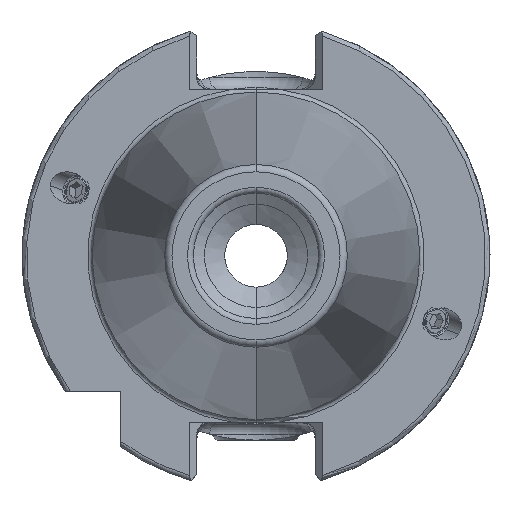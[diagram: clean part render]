
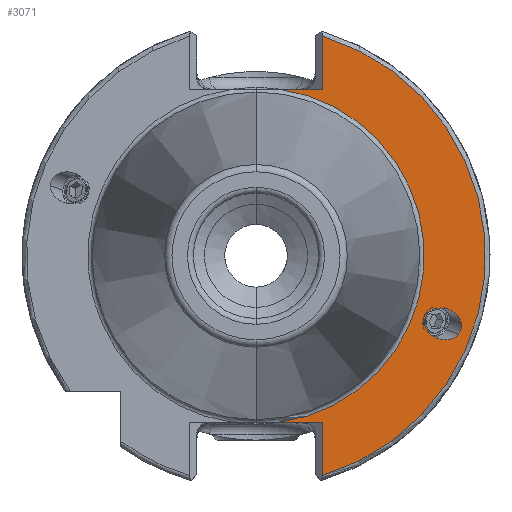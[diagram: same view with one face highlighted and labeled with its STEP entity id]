
A CAD part, left-side view. The second image highlights one B-rep face of the part: STEP entity #3071.
In plain terms, the highlighted planar face has unit normal (-1, 0, 0).
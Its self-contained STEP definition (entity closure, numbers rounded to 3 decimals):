
#288 = DIRECTION ( 'NONE',  ( 0., 0., -1. ) ) ;
#335 = VERTEX_POINT ( 'NONE', #6899 ) ;
#466 = CARTESIAN_POINT ( 'NONE',  ( 3.2, -27.475, -10.639 ) ) ;
#467 = CIRCLE ( 'NONE', #3416, 22.825 ) ;
#539 = FACE_BOUND ( 'NONE', #7302, .T. ) ;
#887 = CARTESIAN_POINT ( 'NONE',  ( 3.2, -9.05, 31.75 ) ) ;
#921 = EDGE_CURVE ( 'NONE', #9033, #3233, #8843, .T. ) ;
#931 = LINE ( 'NONE', #887, #5949 ) ;
#937 = EDGE_CURVE ( 'NONE', #2916, #4384, #2732, .T. ) ;
#1174 = CARTESIAN_POINT ( 'NONE',  ( 3.2, 22.825, 0. ) ) ;
#1313 = AXIS2_PLACEMENT_3D ( 'NONE', #1174, #3345, #1914 ) ;
#1430 = DIRECTION ( 'NONE',  ( 0., 0., 1. ) ) ;
#1504 = ORIENTED_EDGE ( 'NONE', *, *, #921, .F. ) ;
#1612 = CARTESIAN_POINT ( 'NONE',  ( 3.2, -9.05, 29.806 ) ) ;
#1690 = CARTESIAN_POINT ( 'NONE',  ( 3.2, -23.268, -7.83 ) ) ;
#1867 = PLANE ( 'NONE',  #1313 ) ;
#1914 = DIRECTION ( 'NONE',  ( 0., 0., -1. ) ) ;
#2012 = CARTESIAN_POINT ( 'NONE',  ( 3.2, -3.197, 22.6 ) ) ;
#2017 = ORIENTED_EDGE ( 'NONE', *, *, #5267, .T. ) ;
#2177 = CARTESIAN_POINT ( 'NONE',  ( 3.2, 0., 0. ) ) ;
#2348 = CARTESIAN_POINT ( 'NONE',  ( 3.2, -23.268, -7.83 ) ) ;
#2500 = ORIENTED_EDGE ( 'NONE', *, *, #937, .F. ) ;
#2534 = VERTEX_POINT ( 'NONE', #2348 ) ;
#2539 = EDGE_LOOP ( 'NONE', ( #1504, #8690, #2017, #3913, #2500, #3876 ) ) ;
#2540 = CARTESIAN_POINT ( 'NONE',  ( 3.2, -9.05, -22.6 ) ) ;
#2558 = FACE_OUTER_BOUND ( 'NONE', #2539, .T. ) ;
#2732 = LINE ( 'NONE', #8348, #7050 ) ;
#2797 = VECTOR ( 'NONE', #4161, 1000. ) ;
#2916 = VERTEX_POINT ( 'NONE', #2012 ) ;
#3055 = EDGE_CURVE ( 'NONE', #335, #9033, #6838, .T. ) ;
#3071 = ADVANCED_FACE ( 'NONE', ( #539, #2558 ), #1867, .F. ) ;
#3078 = CARTESIAN_POINT ( 'NONE',  ( 3.2, -24.722, -13.92 ) ) ;
#3233 = VERTEX_POINT ( 'NONE', #4895 ) ;
#3345 = DIRECTION ( 'NONE',  ( 1., 0., 0. ) ) ;
#3416 = AXIS2_PLACEMENT_3D ( 'NONE', #5261, #5215, #3879 ) ;
#3433 = AXIS2_PLACEMENT_3D ( 'NONE', #2177, #7098, #1430 ) ;
#3579 = CARTESIAN_POINT ( 'NONE',  ( 3.2, -9.05, 22.6 ) ) ;
#3876 = ORIENTED_EDGE ( 'NONE', *, *, #5818, .F. ) ;
#3879 = DIRECTION ( 'NONE',  ( 0., 0., 1. ) ) ;
#3913 = ORIENTED_EDGE ( 'NONE', *, *, #7363, .T. ) ;
#4161 = DIRECTION ( 'NONE',  ( 0., 0., 1. ) ) ;
#4384 = VERTEX_POINT ( 'NONE', #3579 ) ;
#4596 = CARTESIAN_POINT ( 'NONE',  ( 3.2, -23.268, -7.83 ) ) ;
#4735 = CIRCLE ( 'NONE', #3433, 31.15 ) ;
#4895 = CARTESIAN_POINT ( 'NONE',  ( 3.2, -3.197, -22.6 ) ) ;
#5215 = DIRECTION ( 'NONE',  ( -1., 0., 0. ) ) ;
#5261 = CARTESIAN_POINT ( 'NONE',  ( 3.2, 0., 0. ) ) ;
#5267 = EDGE_CURVE ( 'NONE', #335, #7850, #4735, .T. ) ;
#5438 = DIRECTION ( 'NONE',  ( 0., -1., 0. ) ) ;
#5550 = CARTESIAN_POINT ( 'NONE',  ( 3.2, -9.05, -31.75 ) ) ;
#5818 = EDGE_CURVE ( 'NONE', #3233, #2916, #467, .T. ) ;
#5920 = CARTESIAN_POINT ( 'NONE',  ( 3.2, -20.515, -11.112 ) ) ;
#5949 = VECTOR ( 'NONE', #288, 1000. ) ;
#5961 = VERTEX_POINT ( 'NONE', #8398 ) ;
#6838 = LINE ( 'NONE', #5550, #2797 ) ;
#6899 = CARTESIAN_POINT ( 'NONE',  ( 3.2, -9.05, -29.806 ) ) ;
#7050 = VECTOR ( 'NONE', #5438, 1000. ) ;
#7098 = DIRECTION ( 'NONE',  ( -1., 0., 0. ) ) ;
#7157 = CARTESIAN_POINT ( 'NONE',  ( 3.2, -9.05, -22.6 ) ) ;
#7167 = EDGE_CURVE ( 'NONE', #2534, #5961, #7471, .T. ) ;
#7302 = EDGE_LOOP ( 'NONE', ( #8911, #8945 ) ) ;
#7356 = CARTESIAN_POINT ( 'NONE',  ( 3.2, -27.475, -10.639 ) ) ;
#7363 = EDGE_CURVE ( 'NONE', #7850, #4384, #931, .T. ) ;
#7374 = CARTESIAN_POINT ( 'NONE',  ( 3.2, -30.228, -7.357 ) ) ;
#7471 =( BOUNDED_CURVE ( )  B_SPLINE_CURVE ( 3, ( #1690, #5920, #3078, #7356 ),
 .UNSPECIFIED., .F., .F. ) 
 B_SPLINE_CURVE_WITH_KNOTS ( ( 4, 4 ),
 ( 2.852, 5.993 ),
 .UNSPECIFIED. ) 
 CURVE ( )  GEOMETRIC_REPRESENTATION_ITEM ( )  RATIONAL_B_SPLINE_CURVE ( ( 1., 0.333, 0.333, 1. ) ) 
 REPRESENTATION_ITEM ( '' )  );
#7506 = EDGE_CURVE ( 'NONE', #5961, #2534, #8703, .T. ) ;
#7850 = VERTEX_POINT ( 'NONE', #1612 ) ;
#8159 = CARTESIAN_POINT ( 'NONE',  ( 3.2, -26.022, -4.549 ) ) ;
#8348 = CARTESIAN_POINT ( 'NONE',  ( 3.2, 9.05, 22.6 ) ) ;
#8398 = CARTESIAN_POINT ( 'NONE',  ( 3.2, -27.475, -10.639 ) ) ;
#8658 = VECTOR ( 'NONE', #8983, 1000. ) ;
#8690 = ORIENTED_EDGE ( 'NONE', *, *, #3055, .F. ) ;
#8703 =( BOUNDED_CURVE ( )  B_SPLINE_CURVE ( 3, ( #466, #7374, #8159, #4596 ),
 .UNSPECIFIED., .F., .F. ) 
 B_SPLINE_CURVE_WITH_KNOTS ( ( 4, 4 ),
 ( 5.993, 9.135 ),
 .UNSPECIFIED. ) 
 CURVE ( )  GEOMETRIC_REPRESENTATION_ITEM ( )  RATIONAL_B_SPLINE_CURVE ( ( 1., 0.333, 0.333, 1. ) ) 
 REPRESENTATION_ITEM ( '' )  );
#8843 = LINE ( 'NONE', #2540, #8658 ) ;
#8911 = ORIENTED_EDGE ( 'NONE', *, *, #7167, .F. ) ;
#8945 = ORIENTED_EDGE ( 'NONE', *, *, #7506, .F. ) ;
#8983 = DIRECTION ( 'NONE',  ( 0., 1., 0. ) ) ;
#9033 = VERTEX_POINT ( 'NONE', #7157 ) ;
